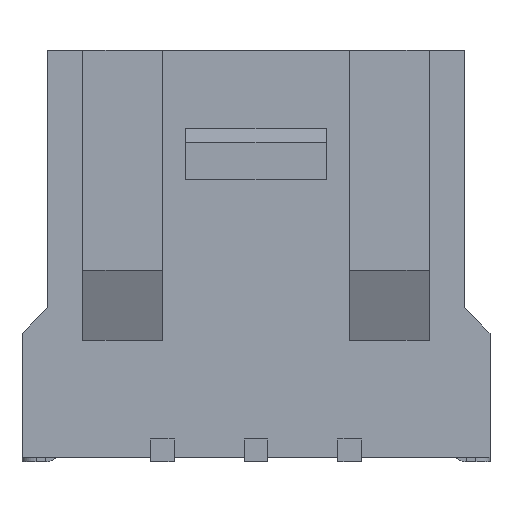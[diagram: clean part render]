
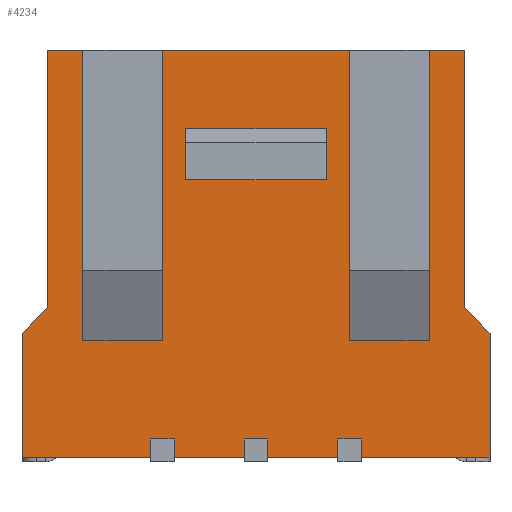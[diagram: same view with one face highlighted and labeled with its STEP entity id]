
A CAD part, front view. The second image highlights one B-rep face of the part: STEP entity #4234.
In plain terms, the highlighted planar face has unit normal (0, -1, 0).
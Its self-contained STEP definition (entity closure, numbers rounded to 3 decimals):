
#14=DIRECTION('',(-1.,0.,0.));
#15=VECTOR('',#14,4.);
#16=CARTESIAN_POINT('',(2.,-2.2,0.));
#17=LINE('',#16,#15);
#22=DIRECTION('',(-1.,0.,0.));
#23=VECTOR('',#22,0.75);
#24=CARTESIAN_POINT('',(-3.7,-2.2,0.));
#25=LINE('',#24,#23);
#142=DIRECTION('',(0.,0.,-1.));
#143=VECTOR('',#142,6.2);
#144=CARTESIAN_POINT('',(3.7,-2.2,0.));
#145=LINE('',#144,#143);
#146=DIRECTION('',(0.,0.,-1.));
#147=VECTOR('',#146,1.045);
#148=CARTESIAN_POINT('',(-1.5,-2.2,-1.681));
#149=LINE('',#148,#147);
#150=DIRECTION('',(1.,0.,0.));
#151=VECTOR('',#150,3.);
#152=CARTESIAN_POINT('',(-1.5,-2.2,-2.726));
#153=LINE('',#152,#151);
#154=DIRECTION('',(0.,0.,-1.));
#155=VECTOR('',#154,1.045);
#156=CARTESIAN_POINT('',(1.5,-2.2,-1.681));
#157=LINE('',#156,#155);
#158=DIRECTION('',(1.,0.,0.));
#159=VECTOR('',#158,3.);
#160=CARTESIAN_POINT('',(-1.5,-2.2,-1.681));
#161=LINE('',#160,#159);
#162=DIRECTION('',(-1.,0.,0.));
#163=VECTOR('',#162,2.75);
#164=CARTESIAN_POINT('',(5.,-2.2,-8.7));
#165=LINE('',#164,#163);
#166=DIRECTION('',(-1.,0.,0.));
#167=VECTOR('',#166,1.5);
#168=CARTESIAN_POINT('',(1.75,-2.2,-8.7));
#169=LINE('',#168,#167);
#170=DIRECTION('',(-1.,0.,0.));
#171=VECTOR('',#170,1.5);
#172=CARTESIAN_POINT('',(-0.25,-2.2,-8.7));
#173=LINE('',#172,#171);
#174=DIRECTION('',(-1.,0.,0.));
#175=VECTOR('',#174,2.75);
#176=CARTESIAN_POINT('',(-2.25,-2.2,-8.7));
#177=LINE('',#176,#175);
#178=DIRECTION('',(0.,0.,-1.));
#179=VECTOR('',#178,6.2);
#180=CARTESIAN_POINT('',(-3.7,-2.2,0.));
#181=LINE('',#180,#179);
#182=DIRECTION('',(1.,0.,0.));
#183=VECTOR('',#182,1.7);
#184=CARTESIAN_POINT('',(-3.7,-2.2,-6.2));
#185=LINE('',#184,#183);
#186=DIRECTION('',(0.,0.,-1.));
#187=VECTOR('',#186,6.2);
#188=CARTESIAN_POINT('',(2.,-2.2,0.));
#189=LINE('',#188,#187);
#190=DIRECTION('',(1.,0.,0.));
#191=VECTOR('',#190,1.7);
#192=CARTESIAN_POINT('',(2.,-2.2,-6.2));
#193=LINE('',#192,#191);
#194=DIRECTION('',(1.,0.,0.));
#195=VECTOR('',#194,0.75);
#196=CARTESIAN_POINT('',(3.7,-2.2,0.));
#197=LINE('',#196,#195);
#270=DIRECTION('',(0.,0.,-1.));
#271=VECTOR('',#270,0.39);
#272=CARTESIAN_POINT('',(1.75,-2.2,-8.31));
#273=LINE('',#272,#271);
#680=DIRECTION('',(0.,0.,-1.));
#681=VECTOR('',#680,0.39);
#682=CARTESIAN_POINT('',(2.25,-2.2,-8.31));
#683=LINE('',#682,#681);
#724=DIRECTION('',(1.,0.,0.));
#725=VECTOR('',#724,0.5);
#726=CARTESIAN_POINT('',(1.75,-2.2,-8.31));
#727=LINE('',#726,#725);
#765=DIRECTION('',(0.,0.,-1.));
#766=VECTOR('',#765,0.39);
#767=CARTESIAN_POINT('',(0.25,-2.2,-8.31));
#768=LINE('',#767,#766);
#801=DIRECTION('',(0.,0.,-1.));
#802=VECTOR('',#801,0.39);
#803=CARTESIAN_POINT('',(-0.25,-2.2,-8.31));
#804=LINE('',#803,#802);
#818=DIRECTION('',(1.,0.,0.));
#819=VECTOR('',#818,0.5);
#820=CARTESIAN_POINT('',(-0.25,-2.2,-8.31));
#821=LINE('',#820,#819);
#907=DIRECTION('',(0.,0.,-1.));
#908=VECTOR('',#907,0.39);
#909=CARTESIAN_POINT('',(-1.75,-2.2,-8.31));
#910=LINE('',#909,#908);
#927=DIRECTION('',(0.,0.,-1.));
#928=VECTOR('',#927,0.39);
#929=CARTESIAN_POINT('',(-2.25,-2.2,-8.31));
#930=LINE('',#929,#928);
#948=DIRECTION('',(1.,0.,0.));
#949=VECTOR('',#948,0.5);
#950=CARTESIAN_POINT('',(-2.25,-2.2,-8.31));
#951=LINE('',#950,#949);
#2160=DIRECTION('',(0.,0.,-1.));
#2161=VECTOR('',#2160,2.65);
#2162=CARTESIAN_POINT('',(5.,-2.2,-6.05));
#2163=LINE('',#2162,#2161);
#2744=DIRECTION('',(0.,0.,1.));
#2745=VECTOR('',#2744,2.65);
#2746=CARTESIAN_POINT('',(-5.,-2.2,-8.7));
#2747=LINE('',#2746,#2745);
#2768=DIRECTION('',(-0.707,0.,-0.707));
#2769=VECTOR('',#2768,0.778);
#2770=CARTESIAN_POINT('',(-4.45,-2.2,-5.5));
#2771=LINE('',#2770,#2769);
#2784=DIRECTION('',(0.,0.,1.));
#2785=VECTOR('',#2784,5.5);
#2786=CARTESIAN_POINT('',(-4.45,-2.2,-5.5));
#2787=LINE('',#2786,#2785);
#2832=DIRECTION('',(0.,0.,-1.));
#2833=VECTOR('',#2832,5.5);
#2834=CARTESIAN_POINT('',(4.45,-2.2,0.));
#2835=LINE('',#2834,#2833);
#2840=DIRECTION('',(-0.707,0.,0.707));
#2841=VECTOR('',#2840,0.778);
#2842=CARTESIAN_POINT('',(5.,-2.2,-6.05));
#2843=LINE('',#2842,#2841);
#3016=DIRECTION('',(0.,0.,-1.));
#3017=VECTOR('',#3016,6.2);
#3018=CARTESIAN_POINT('',(-2.,-2.2,0.));
#3019=LINE('',#3018,#3017);
#3060=CARTESIAN_POINT('',(2.,-2.2,0.));
#3061=CARTESIAN_POINT('',(-2.,-2.2,0.));
#3062=VERTEX_POINT('',#3060);
#3063=VERTEX_POINT('',#3061);
#3142=CARTESIAN_POINT('',(-1.5,-2.2,-1.681));
#3143=CARTESIAN_POINT('',(-1.5,-2.2,-2.726));
#3144=VERTEX_POINT('',#3142);
#3145=VERTEX_POINT('',#3143);
#3146=CARTESIAN_POINT('',(1.5,-2.2,-1.681));
#3147=CARTESIAN_POINT('',(1.5,-2.2,-2.726));
#3148=VERTEX_POINT('',#3146);
#3149=VERTEX_POINT('',#3147);
#3156=CARTESIAN_POINT('',(-3.7,-2.2,0.));
#3157=CARTESIAN_POINT('',(-4.45,-2.2,0.));
#3158=VERTEX_POINT('',#3156);
#3159=VERTEX_POINT('',#3157);
#3160=CARTESIAN_POINT('',(3.7,-2.2,0.));
#3161=CARTESIAN_POINT('',(4.45,-2.2,0.));
#3162=VERTEX_POINT('',#3160);
#3163=VERTEX_POINT('',#3161);
#3220=CARTESIAN_POINT('',(-5.,-2.2,-8.7));
#3221=VERTEX_POINT('',#3220);
#3234=CARTESIAN_POINT('',(5.,-2.2,-8.7));
#3235=VERTEX_POINT('',#3234);
#3236=CARTESIAN_POINT('',(-5.,-2.2,-6.05));
#3237=VERTEX_POINT('',#3236);
#3238=CARTESIAN_POINT('',(5.,-2.2,-6.05));
#3239=VERTEX_POINT('',#3238);
#3240=CARTESIAN_POINT('',(-4.45,-2.2,-5.5));
#3241=VERTEX_POINT('',#3240);
#3242=CARTESIAN_POINT('',(4.45,-2.2,-5.5));
#3243=VERTEX_POINT('',#3242);
#3327=CARTESIAN_POINT('',(-2.,-2.2,-6.2));
#3329=VERTEX_POINT('',#3327);
#3330=CARTESIAN_POINT('',(-3.7,-2.2,-6.2));
#3332=VERTEX_POINT('',#3330);
#3335=CARTESIAN_POINT('',(3.7,-2.2,-6.2));
#3337=VERTEX_POINT('',#3335);
#3338=CARTESIAN_POINT('',(2.,-2.2,-6.2));
#3340=VERTEX_POINT('',#3338);
#4007=CARTESIAN_POINT('',(1.75,-2.2,-8.7));
#4009=VERTEX_POINT('',#4007);
#4010=CARTESIAN_POINT('',(1.75,-2.2,-8.31));
#4011=VERTEX_POINT('',#4010);
#4013=CARTESIAN_POINT('',(2.25,-2.2,-8.7));
#4015=VERTEX_POINT('',#4013);
#4016=CARTESIAN_POINT('',(2.25,-2.2,-8.31));
#4017=VERTEX_POINT('',#4016);
#4019=CARTESIAN_POINT('',(-0.25,-2.2,-8.7));
#4021=VERTEX_POINT('',#4019);
#4022=CARTESIAN_POINT('',(-0.25,-2.2,-8.31));
#4023=VERTEX_POINT('',#4022);
#4025=CARTESIAN_POINT('',(0.25,-2.2,-8.7));
#4027=VERTEX_POINT('',#4025);
#4028=CARTESIAN_POINT('',(0.25,-2.2,-8.31));
#4029=VERTEX_POINT('',#4028);
#4031=CARTESIAN_POINT('',(-2.25,-2.2,-8.7));
#4033=VERTEX_POINT('',#4031);
#4034=CARTESIAN_POINT('',(-2.25,-2.2,-8.31));
#4035=VERTEX_POINT('',#4034);
#4037=CARTESIAN_POINT('',(-1.75,-2.2,-8.7));
#4039=VERTEX_POINT('',#4037);
#4040=CARTESIAN_POINT('',(-1.75,-2.2,-8.31));
#4041=VERTEX_POINT('',#4040);
#4166=CARTESIAN_POINT('',(2.,-2.2,0.));
#4167=DIRECTION('',(0.,1.,0.));
#4168=DIRECTION('',(-1.,0.,0.));
#4169=AXIS2_PLACEMENT_3D('',#4166,#4167,#4168);
#4170=PLANE('',#4169);
#4172=ORIENTED_EDGE('',*,*,#4171,.T.);
#4174=ORIENTED_EDGE('',*,*,#4173,.F.);
#4176=ORIENTED_EDGE('',*,*,#4175,.F.);
#4178=ORIENTED_EDGE('',*,*,#4177,.T.);
#4180=ORIENTED_EDGE('',*,*,#4179,.T.);
#4182=ORIENTED_EDGE('',*,*,#4181,.F.);
#4184=ORIENTED_EDGE('',*,*,#4183,.F.);
#4186=ORIENTED_EDGE('',*,*,#4185,.T.);
#4188=ORIENTED_EDGE('',*,*,#4187,.T.);
#4190=ORIENTED_EDGE('',*,*,#4189,.F.);
#4192=ORIENTED_EDGE('',*,*,#4191,.F.);
#4194=ORIENTED_EDGE('',*,*,#4193,.T.);
#4196=ORIENTED_EDGE('',*,*,#4195,.T.);
#4198=ORIENTED_EDGE('',*,*,#4197,.T.);
#4200=ORIENTED_EDGE('',*,*,#4199,.F.);
#4202=ORIENTED_EDGE('',*,*,#4201,.T.);
#4203=ORIENTED_EDGE('',*,*,#4061,.F.);
#4205=ORIENTED_EDGE('',*,*,#4204,.T.);
#4207=ORIENTED_EDGE('',*,*,#4206,.T.);
#4209=ORIENTED_EDGE('',*,*,#4208,.F.);
#4210=ORIENTED_EDGE('',*,*,#4053,.F.);
#4212=ORIENTED_EDGE('',*,*,#4211,.T.);
#4213=ORIENTED_EDGE('',*,*,#4157,.T.);
#4214=ORIENTED_EDGE('',*,*,#4146,.F.);
#4215=ORIENTED_EDGE('',*,*,#4069,.T.);
#4217=ORIENTED_EDGE('',*,*,#4216,.T.);
#4219=ORIENTED_EDGE('',*,*,#4218,.F.);
#4221=ORIENTED_EDGE('',*,*,#4220,.T.);
#4222=EDGE_LOOP('',(#4172,#4174,#4176,#4178,#4180,#4182,#4184,#4186,#4188,#4190,
#4192,#4194,#4196,#4198,#4200,#4202,#4203,#4205,#4207,#4209,#4210,#4212,#4213,
#4214,#4215,#4217,#4219,#4221));
#4223=FACE_OUTER_BOUND('',#4222,.F.);
#4225=ORIENTED_EDGE('',*,*,#4224,.T.);
#4227=ORIENTED_EDGE('',*,*,#4226,.T.);
#4229=ORIENTED_EDGE('',*,*,#4228,.F.);
#4231=ORIENTED_EDGE('',*,*,#4230,.F.);
#4232=EDGE_LOOP('',(#4225,#4227,#4229,#4231));
#4233=FACE_BOUND('',#4232,.F.);
#4053=EDGE_CURVE('',#3062,#3063,#17,.T.);
#4061=EDGE_CURVE('',#3158,#3159,#25,.T.);
#4069=EDGE_CURVE('',#3162,#3163,#197,.T.);
#4146=EDGE_CURVE('',#3162,#3337,#145,.T.);
#4157=EDGE_CURVE('',#3340,#3337,#193,.T.);
#4171=EDGE_CURVE('',#3235,#4015,#165,.T.);
#4173=EDGE_CURVE('',#4017,#4015,#683,.T.);
#4175=EDGE_CURVE('',#4011,#4017,#727,.T.);
#4177=EDGE_CURVE('',#4011,#4009,#273,.T.);
#4179=EDGE_CURVE('',#4009,#4027,#169,.T.);
#4181=EDGE_CURVE('',#4029,#4027,#768,.T.);
#4183=EDGE_CURVE('',#4023,#4029,#821,.T.);
#4185=EDGE_CURVE('',#4023,#4021,#804,.T.);
#4187=EDGE_CURVE('',#4021,#4039,#173,.T.);
#4189=EDGE_CURVE('',#4041,#4039,#910,.T.);
#4191=EDGE_CURVE('',#4035,#4041,#951,.T.);
#4193=EDGE_CURVE('',#4035,#4033,#930,.T.);
#4195=EDGE_CURVE('',#4033,#3221,#177,.T.);
#4197=EDGE_CURVE('',#3221,#3237,#2747,.T.);
#4199=EDGE_CURVE('',#3241,#3237,#2771,.T.);
#4201=EDGE_CURVE('',#3241,#3159,#2787,.T.);
#4204=EDGE_CURVE('',#3158,#3332,#181,.T.);
#4206=EDGE_CURVE('',#3332,#3329,#185,.T.);
#4208=EDGE_CURVE('',#3063,#3329,#3019,.T.);
#4211=EDGE_CURVE('',#3062,#3340,#189,.T.);
#4216=EDGE_CURVE('',#3163,#3243,#2835,.T.);
#4218=EDGE_CURVE('',#3239,#3243,#2843,.T.);
#4220=EDGE_CURVE('',#3239,#3235,#2163,.T.);
#4224=EDGE_CURVE('',#3144,#3145,#149,.T.);
#4226=EDGE_CURVE('',#3145,#3149,#153,.T.);
#4228=EDGE_CURVE('',#3148,#3149,#157,.T.);
#4230=EDGE_CURVE('',#3144,#3148,#161,.T.);
#4234=ADVANCED_FACE('',(#4223,#4233),#4170,.F.);
